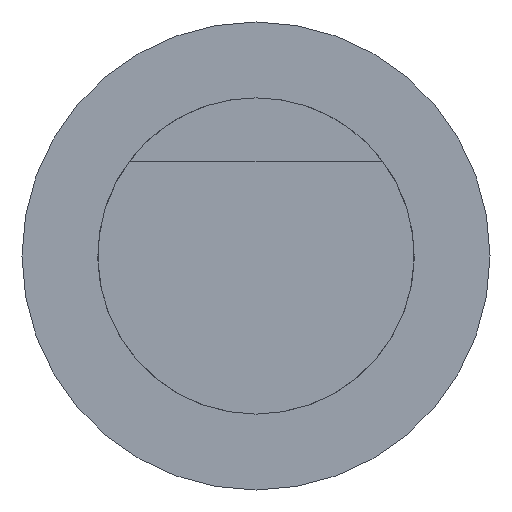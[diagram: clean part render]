
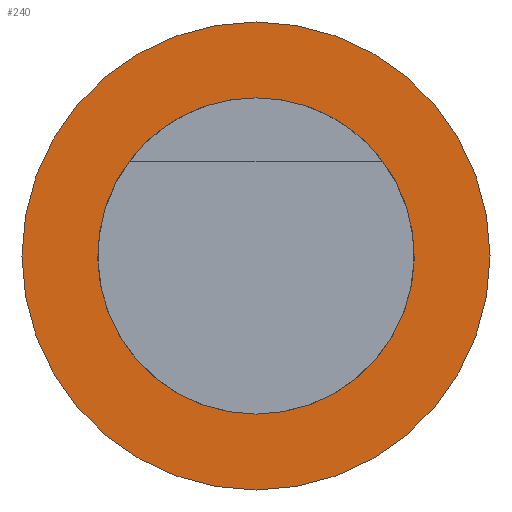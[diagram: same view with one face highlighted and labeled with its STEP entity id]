
A CAD part, front view. The second image highlights one B-rep face of the part: STEP entity #240.
In plain terms, the highlighted planar face has unit normal (0, -1, 0).
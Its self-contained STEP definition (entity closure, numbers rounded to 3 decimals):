
#4 = CARTESIAN_POINT ( 'NONE',  ( 0., 29.8, 0. ) ) ;
#7 = VERTEX_POINT ( 'NONE', #60 ) ;
#19 = DIRECTION ( 'NONE',  ( 0., 1., 0. ) ) ;
#31 = FACE_BOUND ( 'NONE', #52, .T. ) ;
#43 = VERTEX_POINT ( 'NONE', #239 ) ;
#52 = EDGE_LOOP ( 'NONE', ( #247, #225 ) ) ;
#57 = DIRECTION ( 'NONE',  ( 0., 0., 1. ) ) ;
#60 = CARTESIAN_POINT ( 'NONE',  ( 0., 29.8, 3.7 ) ) ;
#70 = EDGE_CURVE ( 'NONE', #7, #43, #76, .T. ) ;
#76 = CIRCLE ( 'NONE', #166, 3.7 ) ;
#80 = DIRECTION ( 'NONE',  ( 0., 1., 0. ) ) ;
#82 = AXIS2_PLACEMENT_3D ( 'NONE', #4, #80, #126 ) ;
#85 = CARTESIAN_POINT ( 'NONE',  ( 0., 29.8, -2.5 ) ) ;
#89 = AXIS2_PLACEMENT_3D ( 'NONE', #96, #167, #246 ) ;
#90 = EDGE_CURVE ( 'NONE', #43, #7, #265, .T. ) ;
#96 = CARTESIAN_POINT ( 'NONE',  ( 0., 29.8, 0. ) ) ;
#101 = AXIS2_PLACEMENT_3D ( 'NONE', #204, #271, #147 ) ;
#120 = DIRECTION ( 'NONE',  ( 0., 1., 0. ) ) ;
#126 = DIRECTION ( 'NONE',  ( 0., 0., 1. ) ) ;
#131 = ORIENTED_EDGE ( 'NONE', *, *, #70, .F. ) ;
#133 = DIRECTION ( 'NONE',  ( 0., 0., 1. ) ) ;
#144 = CARTESIAN_POINT ( 'NONE',  ( 0., 29.8, 0. ) ) ;
#147 = DIRECTION ( 'NONE',  ( 0., 0., 1. ) ) ;
#166 = AXIS2_PLACEMENT_3D ( 'NONE', #196, #19, #133 ) ;
#167 = DIRECTION ( 'NONE',  ( 0., 1., 0. ) ) ;
#186 = ORIENTED_EDGE ( 'NONE', *, *, #90, .F. ) ;
#196 = CARTESIAN_POINT ( 'NONE',  ( 0., 29.8, 0. ) ) ;
#200 = CIRCLE ( 'NONE', #101, 2.5 ) ;
#203 = AXIS2_PLACEMENT_3D ( 'NONE', #144, #120, #57 ) ;
#204 = CARTESIAN_POINT ( 'NONE',  ( 0., 29.8, 0. ) ) ;
#206 = FACE_OUTER_BOUND ( 'NONE', #207, .T. ) ;
#207 = EDGE_LOOP ( 'NONE', ( #186, #131 ) ) ;
#210 = PLANE ( 'NONE',  #82 ) ;
#215 = EDGE_CURVE ( 'NONE', #272, #268, #257, .T. ) ;
#218 = EDGE_CURVE ( 'NONE', #268, #272, #200, .T. ) ;
#225 = ORIENTED_EDGE ( 'NONE', *, *, #218, .T. ) ;
#239 = CARTESIAN_POINT ( 'NONE',  ( 0., 29.8, -3.7 ) ) ;
#240 = ADVANCED_FACE ( 'NONE', ( #31, #206 ), #210, .F. ) ;
#246 = DIRECTION ( 'NONE',  ( 0., 0., 1. ) ) ;
#247 = ORIENTED_EDGE ( 'NONE', *, *, #215, .T. ) ;
#255 = CARTESIAN_POINT ( 'NONE',  ( 0., 29.8, 2.5 ) ) ;
#257 = CIRCLE ( 'NONE', #203, 2.5 ) ;
#265 = CIRCLE ( 'NONE', #89, 3.7 ) ;
#268 = VERTEX_POINT ( 'NONE', #255 ) ;
#271 = DIRECTION ( 'NONE',  ( 0., 1., 0. ) ) ;
#272 = VERTEX_POINT ( 'NONE', #85 ) ;
